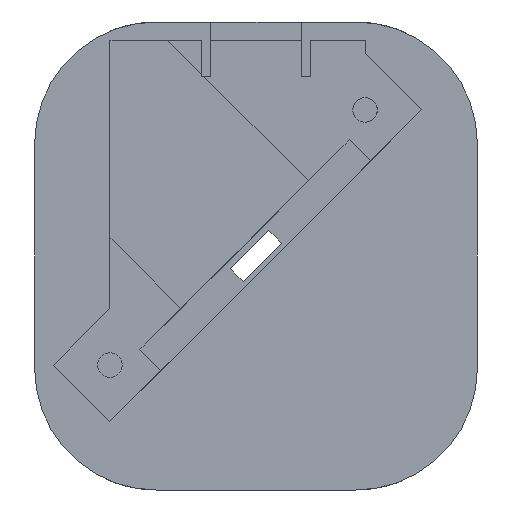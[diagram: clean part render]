
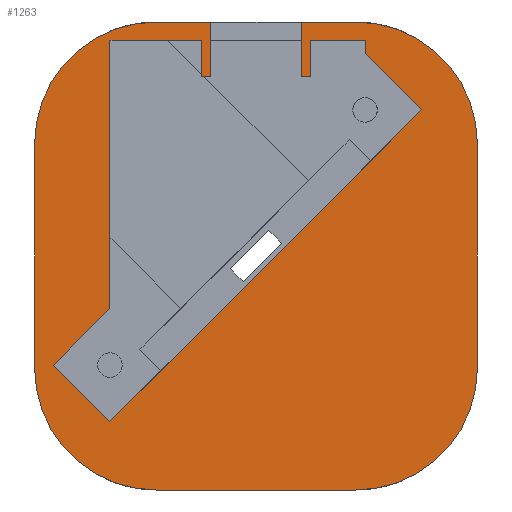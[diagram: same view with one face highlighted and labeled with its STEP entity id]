
A CAD part, front view. The second image highlights one B-rep face of the part: STEP entity #1263.
In plain terms, the highlighted planar face has unit normal (0, -1, 0).
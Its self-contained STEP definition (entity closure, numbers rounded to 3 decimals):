
#33=CIRCLE('',#1330,13.5);
#43=CIRCLE('',#1345,13.5);
#44=CIRCLE('',#1346,13.5);
#45=CIRCLE('',#1347,13.5);
#71=FACE_OUTER_BOUND('',#140,.T.);
#140=EDGE_LOOP('',(#895,#896,#897,#898,#899,#900,#901,#902,#903,#904,#905,
#906,#907,#908,#909,#910,#911,#912,#913,#914,#915,#916,#917));
#235=LINE('',#1874,#392);
#239=LINE('',#1881,#396);
#242=LINE('',#1890,#399);
#243=LINE('',#1894,#400);
#244=LINE('',#1896,#401);
#245=LINE('',#1898,#402);
#246=LINE('',#1900,#403);
#247=LINE('',#1902,#404);
#248=LINE('',#1904,#405);
#249=LINE('',#1906,#406);
#250=LINE('',#1908,#407);
#251=LINE('',#1910,#408);
#252=LINE('',#1912,#409);
#253=LINE('',#1914,#410);
#254=LINE('',#1916,#411);
#255=LINE('',#1918,#412);
#256=LINE('',#1920,#413);
#257=LINE('',#1922,#414);
#258=LINE('',#1924,#415);
#392=VECTOR('',#1500,10.);
#396=VECTOR('',#1506,10.);
#399=VECTOR('',#1515,10.);
#400=VECTOR('',#1518,10.);
#401=VECTOR('',#1519,10.);
#402=VECTOR('',#1520,10.);
#403=VECTOR('',#1521,10.);
#404=VECTOR('',#1522,10.);
#405=VECTOR('',#1523,10.);
#406=VECTOR('',#1524,10.);
#407=VECTOR('',#1525,10.);
#408=VECTOR('',#1526,10.);
#409=VECTOR('',#1527,10.);
#410=VECTOR('',#1528,10.);
#411=VECTOR('',#1529,10.);
#412=VECTOR('',#1530,10.);
#413=VECTOR('',#1531,10.);
#414=VECTOR('',#1532,10.);
#415=VECTOR('',#1533,10.);
#536=VERTEX_POINT('',#1829);
#537=VERTEX_POINT('',#1831);
#556=VERTEX_POINT('',#1873);
#558=VERTEX_POINT('',#1879);
#560=VERTEX_POINT('',#1887);
#561=VERTEX_POINT('',#1889);
#562=VERTEX_POINT('',#1891);
#563=VERTEX_POINT('',#1893);
#564=VERTEX_POINT('',#1895);
#565=VERTEX_POINT('',#1897);
#566=VERTEX_POINT('',#1899);
#567=VERTEX_POINT('',#1901);
#568=VERTEX_POINT('',#1903);
#569=VERTEX_POINT('',#1905);
#570=VERTEX_POINT('',#1907);
#571=VERTEX_POINT('',#1909);
#572=VERTEX_POINT('',#1911);
#573=VERTEX_POINT('',#1913);
#574=VERTEX_POINT('',#1915);
#575=VERTEX_POINT('',#1917);
#576=VERTEX_POINT('',#1919);
#577=VERTEX_POINT('',#1921);
#578=VERTEX_POINT('',#1923);
#665=EDGE_CURVE('',#536,#537,#33,.T.);
#686=EDGE_CURVE('',#556,#537,#235,.T.);
#690=EDGE_CURVE('',#536,#558,#239,.T.);
#693=EDGE_CURVE('',#560,#558,#43,.T.);
#694=EDGE_CURVE('',#560,#561,#242,.T.);
#695=EDGE_CURVE('',#562,#561,#44,.T.);
#696=EDGE_CURVE('',#562,#563,#243,.T.);
#697=EDGE_CURVE('',#563,#564,#244,.T.);
#698=EDGE_CURVE('',#564,#565,#245,.T.);
#699=EDGE_CURVE('',#565,#566,#246,.T.);
#700=EDGE_CURVE('',#566,#567,#247,.T.);
#701=EDGE_CURVE('',#567,#568,#248,.T.);
#702=EDGE_CURVE('',#568,#569,#249,.T.);
#703=EDGE_CURVE('',#569,#570,#250,.T.);
#704=EDGE_CURVE('',#570,#571,#251,.T.);
#705=EDGE_CURVE('',#571,#572,#252,.T.);
#706=EDGE_CURVE('',#572,#573,#253,.T.);
#707=EDGE_CURVE('',#573,#574,#254,.T.);
#708=EDGE_CURVE('',#574,#575,#255,.T.);
#709=EDGE_CURVE('',#575,#576,#256,.T.);
#710=EDGE_CURVE('',#576,#577,#257,.T.);
#711=EDGE_CURVE('',#577,#578,#258,.T.);
#712=EDGE_CURVE('',#556,#578,#45,.T.);
#895=ORIENTED_EDGE('',*,*,#665,.F.);
#896=ORIENTED_EDGE('',*,*,#690,.T.);
#897=ORIENTED_EDGE('',*,*,#693,.F.);
#898=ORIENTED_EDGE('',*,*,#694,.T.);
#899=ORIENTED_EDGE('',*,*,#695,.F.);
#900=ORIENTED_EDGE('',*,*,#696,.T.);
#901=ORIENTED_EDGE('',*,*,#697,.T.);
#902=ORIENTED_EDGE('',*,*,#698,.T.);
#903=ORIENTED_EDGE('',*,*,#699,.T.);
#904=ORIENTED_EDGE('',*,*,#700,.T.);
#905=ORIENTED_EDGE('',*,*,#701,.T.);
#906=ORIENTED_EDGE('',*,*,#702,.T.);
#907=ORIENTED_EDGE('',*,*,#703,.T.);
#908=ORIENTED_EDGE('',*,*,#704,.T.);
#909=ORIENTED_EDGE('',*,*,#705,.T.);
#910=ORIENTED_EDGE('',*,*,#706,.T.);
#911=ORIENTED_EDGE('',*,*,#707,.T.);
#912=ORIENTED_EDGE('',*,*,#708,.T.);
#913=ORIENTED_EDGE('',*,*,#709,.T.);
#914=ORIENTED_EDGE('',*,*,#710,.T.);
#915=ORIENTED_EDGE('',*,*,#711,.T.);
#916=ORIENTED_EDGE('',*,*,#712,.F.);
#917=ORIENTED_EDGE('',*,*,#686,.T.);
#1206=PLANE('',#1344);
#1263=ADVANCED_FACE('',(#71),#1206,.T.);
#1330=AXIS2_PLACEMENT_3D('',#1832,#1465,#1466);
#1344=AXIS2_PLACEMENT_3D('',#1886,#1511,#1512);
#1345=AXIS2_PLACEMENT_3D('',#1888,#1513,#1514);
#1346=AXIS2_PLACEMENT_3D('',#1892,#1516,#1517);
#1347=AXIS2_PLACEMENT_3D('',#1925,#1534,#1535);
#1465=DIRECTION('center_axis',(0.,1.,0.));
#1466=DIRECTION('ref_axis',(-0.707,0.,-0.707));
#1500=DIRECTION('',(0.,0.,-1.));
#1506=DIRECTION('',(1.,0.,0.));
#1511=DIRECTION('center_axis',(0.,-1.,0.));
#1512=DIRECTION('ref_axis',(0.,0.,-1.));
#1513=DIRECTION('center_axis',(0.,1.,0.));
#1514=DIRECTION('ref_axis',(0.707,0.,-0.707));
#1515=DIRECTION('',(0.,0.,1.));
#1516=DIRECTION('center_axis',(0.,1.,0.));
#1517=DIRECTION('ref_axis',(0.707,0.,0.707));
#1518=DIRECTION('',(-1.,0.,0.));
#1519=DIRECTION('',(0.,0.,-1.));
#1520=DIRECTION('',(1.,0.,0.));
#1521=DIRECTION('',(0.,0.,1.));
#1522=DIRECTION('',(1.,0.,0.));
#1523=DIRECTION('',(0.,0.,-1.));
#1524=DIRECTION('',(0.707,0.,-0.707));
#1525=DIRECTION('',(-0.707,0.,-0.707));
#1526=DIRECTION('',(-0.707,0.,0.707));
#1527=DIRECTION('',(0.707,0.,0.707));
#1528=DIRECTION('',(0.,0.,1.));
#1529=DIRECTION('',(1.,0.,0.));
#1530=DIRECTION('',(0.,0.,-1.));
#1531=DIRECTION('',(1.,0.,0.));
#1532=DIRECTION('',(0.,0.,1.));
#1533=DIRECTION('',(-1.,0.,0.));
#1534=DIRECTION('center_axis',(0.,1.,0.));
#1535=DIRECTION('ref_axis',(-0.707,0.,0.707));
#1829=CARTESIAN_POINT('',(-38.8,-17.2,-27.2));
#1831=CARTESIAN_POINT('',(-52.3,-17.2,-13.7));
#1832=CARTESIAN_POINT('Origin',(-38.8,-17.2,-13.7));
#1873=CARTESIAN_POINT('',(-52.3,-17.2,11.2));
#1874=CARTESIAN_POINT('',(-52.3,-17.2,24.7));
#1879=CARTESIAN_POINT('',(-16.7,-17.2,-27.2));
#1881=CARTESIAN_POINT('',(-52.3,-17.2,-27.2));
#1886=CARTESIAN_POINT('Origin',(-27.75,-17.2,-1.25));
#1887=CARTESIAN_POINT('',(-3.2,-17.2,-13.7));
#1888=CARTESIAN_POINT('Origin',(-16.7,-17.2,-13.7));
#1889=CARTESIAN_POINT('',(-3.2,-17.2,11.2));
#1890=CARTESIAN_POINT('',(-3.2,-17.2,-27.2));
#1891=CARTESIAN_POINT('',(-16.7,-17.2,24.7));
#1892=CARTESIAN_POINT('Origin',(-16.7,-17.2,11.2));
#1893=CARTESIAN_POINT('',(-22.75,-17.2,24.7));
#1894=CARTESIAN_POINT('',(-3.2,-17.2,24.7));
#1895=CARTESIAN_POINT('',(-22.75,-17.2,18.7));
#1896=CARTESIAN_POINT('',(-22.75,-17.2,24.7));
#1897=CARTESIAN_POINT('',(-21.75,-17.2,18.7));
#1898=CARTESIAN_POINT('',(-22.75,-17.2,18.7));
#1899=CARTESIAN_POINT('',(-21.75,-17.2,22.7));
#1900=CARTESIAN_POINT('',(-21.75,-17.2,18.7));
#1901=CARTESIAN_POINT('',(-15.658,-17.2,22.7));
#1902=CARTESIAN_POINT('',(-21.75,-17.2,22.7));
#1903=CARTESIAN_POINT('',(-15.658,-17.2,21.165));
#1904=CARTESIAN_POINT('',(-15.658,-17.2,22.7));
#1905=CARTESIAN_POINT('',(-9.436,-17.2,14.943));
#1906=CARTESIAN_POINT('',(-15.658,-17.2,21.165));
#1907=CARTESIAN_POINT('',(-43.943,-17.2,-19.564));
#1908=CARTESIAN_POINT('',(-9.436,-17.2,14.943));
#1909=CARTESIAN_POINT('',(-50.165,-17.2,-13.342));
#1910=CARTESIAN_POINT('',(-43.943,-17.2,-19.564));
#1911=CARTESIAN_POINT('',(-43.943,-17.2,-7.119));
#1912=CARTESIAN_POINT('',(-50.165,-17.2,-13.342));
#1913=CARTESIAN_POINT('',(-43.943,-17.2,22.7));
#1914=CARTESIAN_POINT('',(-43.943,-17.2,-7.119));
#1915=CARTESIAN_POINT('',(-33.75,-17.2,22.7));
#1916=CARTESIAN_POINT('',(-43.943,-17.2,22.7));
#1917=CARTESIAN_POINT('',(-33.75,-17.2,18.7));
#1918=CARTESIAN_POINT('',(-33.75,-17.2,22.7));
#1919=CARTESIAN_POINT('',(-32.75,-17.2,18.7));
#1920=CARTESIAN_POINT('',(-33.75,-17.2,18.7));
#1921=CARTESIAN_POINT('',(-32.75,-17.2,24.7));
#1922=CARTESIAN_POINT('',(-32.75,-17.2,18.7));
#1923=CARTESIAN_POINT('',(-38.8,-17.2,24.7));
#1924=CARTESIAN_POINT('',(-33.75,-17.2,24.7));
#1925=CARTESIAN_POINT('Origin',(-38.8,-17.2,11.2));
